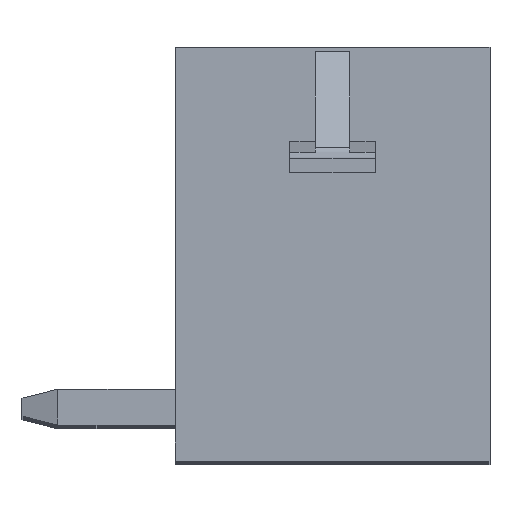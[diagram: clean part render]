
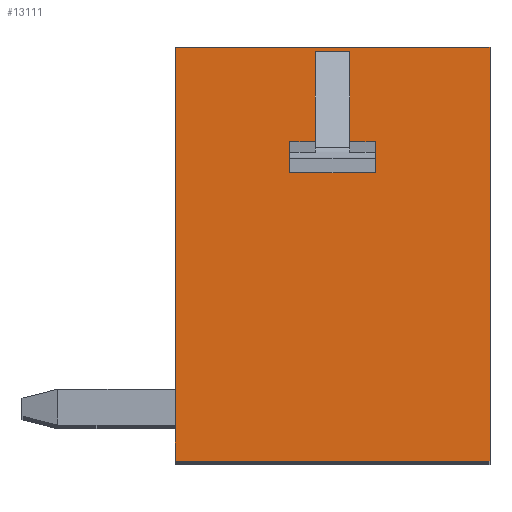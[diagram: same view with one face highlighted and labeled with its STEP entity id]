
A CAD part, top view. The second image highlights one B-rep face of the part: STEP entity #13111.
In plain terms, the highlighted planar face has unit normal (0, 0, 1).
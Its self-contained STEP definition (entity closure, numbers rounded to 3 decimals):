
#2120=DIRECTION('',(1.,0.,0.));
#2121=VECTOR('',#2120,7.);
#2122=CARTESIAN_POINT('',(-3.6,-3.853,0.));
#2123=LINE('',#2122,#2121);
#2124=DIRECTION('',(0.,-1.,0.));
#2125=VECTOR('',#2124,9.2);
#2126=CARTESIAN_POINT('',(-3.6,5.347,0.));
#2127=LINE('',#2126,#2125);
#2128=DIRECTION('',(-1.,0.,0.));
#2129=VECTOR('',#2128,7.);
#2130=CARTESIAN_POINT('',(3.4,5.347,0.));
#2131=LINE('',#2130,#2129);
#2132=DIRECTION('',(0.,1.,0.));
#2133=VECTOR('',#2132,9.2);
#2134=CARTESIAN_POINT('',(3.4,-3.853,0.));
#2135=LINE('',#2134,#2133);
#2136=DIRECTION('',(0.,1.,0.));
#2137=VECTOR('',#2136,0.495);
#2138=CARTESIAN_POINT('',(0.85,2.747,0.));
#2139=LINE('',#2138,#2137);
#2140=DIRECTION('',(-1.,0.,0.));
#2141=VECTOR('',#2140,0.76);
#2142=CARTESIAN_POINT('',(0.28,5.244,0.));
#2143=LINE('',#2142,#2141);
#2144=DIRECTION('',(1.,0.,0.));
#2145=VECTOR('',#2144,0.57);
#2146=CARTESIAN_POINT('',(-1.05,3.242,0.));
#2147=LINE('',#2146,#2145);
#2148=DIRECTION('',(0.,1.,0.));
#2149=VECTOR('',#2148,0.495);
#2150=CARTESIAN_POINT('',(-1.05,2.747,0.));
#2151=LINE('',#2150,#2149);
#2152=DIRECTION('',(-1.,0.,0.));
#2153=VECTOR('',#2152,1.9);
#2154=CARTESIAN_POINT('',(0.85,2.747,0.));
#2155=LINE('',#2154,#2153);
#2177=DIRECTION('',(-1.,0.,0.));
#2178=VECTOR('',#2177,0.57);
#2179=CARTESIAN_POINT('',(0.85,3.242,0.));
#2180=LINE('',#2179,#2178);
#2181=DIRECTION('',(0.,-1.,0.));
#2182=VECTOR('',#2181,2.002);
#2183=CARTESIAN_POINT('',(0.28,5.244,0.));
#2184=LINE('',#2183,#2182);
#2248=DIRECTION('',(0.,1.,0.));
#2249=VECTOR('',#2248,2.002);
#2250=CARTESIAN_POINT('',(-0.48,3.242,0.));
#2251=LINE('',#2250,#2249);
#8697=CARTESIAN_POINT('',(-3.6,-3.853,0.));
#8698=CARTESIAN_POINT('',(3.4,-3.853,0.));
#8699=VERTEX_POINT('',#8697);
#8700=VERTEX_POINT('',#8698);
#8701=CARTESIAN_POINT('',(3.4,5.347,0.));
#8702=VERTEX_POINT('',#8701);
#8703=CARTESIAN_POINT('',(-3.6,5.347,0.));
#8704=VERTEX_POINT('',#8703);
#9660=CARTESIAN_POINT('',(0.85,2.747,0.));
#9661=VERTEX_POINT('',#9660);
#9662=CARTESIAN_POINT('',(-1.05,2.747,0.));
#9663=VERTEX_POINT('',#9662);
#9665=CARTESIAN_POINT('',(-0.48,3.242,0.));
#9667=VERTEX_POINT('',#9665);
#9668=CARTESIAN_POINT('',(-0.48,5.244,0.));
#9669=VERTEX_POINT('',#9668);
#9670=CARTESIAN_POINT('',(-1.05,3.242,0.));
#9671=VERTEX_POINT('',#9670);
#9676=CARTESIAN_POINT('',(0.28,5.244,0.));
#9677=CARTESIAN_POINT('',(0.28,3.242,0.));
#9678=VERTEX_POINT('',#9676);
#9679=VERTEX_POINT('',#9677);
#9682=CARTESIAN_POINT('',(0.85,3.242,0.));
#9683=VERTEX_POINT('',#9682);
#13082=CARTESIAN_POINT('',(0.,0.,0.));
#13083=DIRECTION('',(0.,0.,1.));
#13084=DIRECTION('',(1.,0.,0.));
#13085=AXIS2_PLACEMENT_3D('',#13082,#13083,#13084);
#13086=PLANE('',#13085);
#13087=ORIENTED_EDGE('',*,*,#12681,.F.);
#13088=ORIENTED_EDGE('',*,*,#12398,.F.);
#13089=ORIENTED_EDGE('',*,*,#11617,.F.);
#13090=ORIENTED_EDGE('',*,*,#12779,.F.);
#13091=EDGE_LOOP('',(#13087,#13088,#13089,#13090));
#13092=FACE_OUTER_BOUND('',#13091,.F.);
#13094=ORIENTED_EDGE('',*,*,#13093,.T.);
#13096=ORIENTED_EDGE('',*,*,#13095,.T.);
#13098=ORIENTED_EDGE('',*,*,#13097,.F.);
#13100=ORIENTED_EDGE('',*,*,#13099,.T.);
#13102=ORIENTED_EDGE('',*,*,#13101,.F.);
#13104=ORIENTED_EDGE('',*,*,#13103,.F.);
#13106=ORIENTED_EDGE('',*,*,#13105,.F.);
#13108=ORIENTED_EDGE('',*,*,#13107,.F.);
#13109=EDGE_LOOP('',(#13094,#13096,#13098,#13100,#13102,#13104,#13106,#13108));
#13110=FACE_BOUND('',#13109,.F.);
#11617=EDGE_CURVE('',#8702,#8704,#2131,.T.);
#12398=EDGE_CURVE('',#8704,#8699,#2127,.T.);
#12681=EDGE_CURVE('',#8699,#8700,#2123,.T.);
#12779=EDGE_CURVE('',#8700,#8702,#2135,.T.);
#13093=EDGE_CURVE('',#9661,#9683,#2139,.T.);
#13095=EDGE_CURVE('',#9683,#9679,#2180,.T.);
#13097=EDGE_CURVE('',#9678,#9679,#2184,.T.);
#13099=EDGE_CURVE('',#9678,#9669,#2143,.T.);
#13101=EDGE_CURVE('',#9667,#9669,#2251,.T.);
#13103=EDGE_CURVE('',#9671,#9667,#2147,.T.);
#13105=EDGE_CURVE('',#9663,#9671,#2151,.T.);
#13107=EDGE_CURVE('',#9661,#9663,#2155,.T.);
#13111=ADVANCED_FACE('',(#13092,#13110),#13086,.T.);
